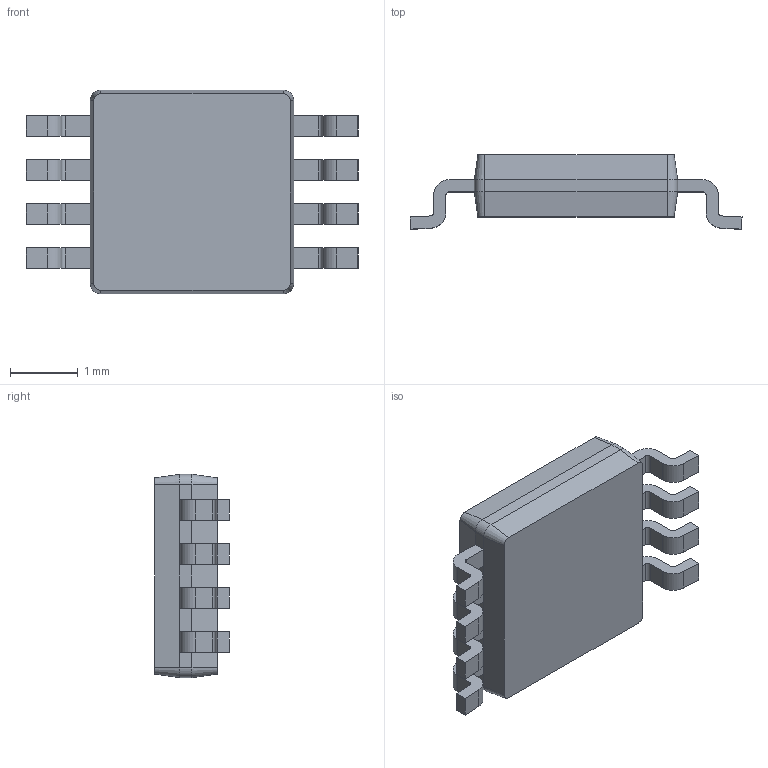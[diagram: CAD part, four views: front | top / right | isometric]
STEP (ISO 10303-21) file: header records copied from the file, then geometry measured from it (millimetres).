
FILE_DESCRIPTION (( 'STEP AP214' ), '1' );
FILE_NAME ('LT1711IMS8.STEP', '2023-03-18T00:55:55', ( '' ), ( '' ), 'SwSTEP 2.0', 'SolidWorks 2021', '' );
FILE_SCHEMA (( 'AUTOMOTIVE_DESIGN' ));
Length unit declared in the file: millimetre
Products named in the file (1): LT1711IMS8
Bounding box: 4.9 x 1.1 x 3 mm (x, y, z)
Volume: 8.6 mm3; surface area: 39 mm2
Topology: 10 solids, 10 shells, 145 faces, 356 edges, 232 vertices
Faces by surface type: plane 97, cylinder 40, cone 8
Entity records: 4365 total; most frequent: DIRECTION 736, CARTESIAN_POINT 734, ORIENTED_EDGE 712, EDGE_CURVE 356, VECTOR 268, LINE 268, AXIS2_PLACEMENT_3D 234, VERTEX_POINT 232
